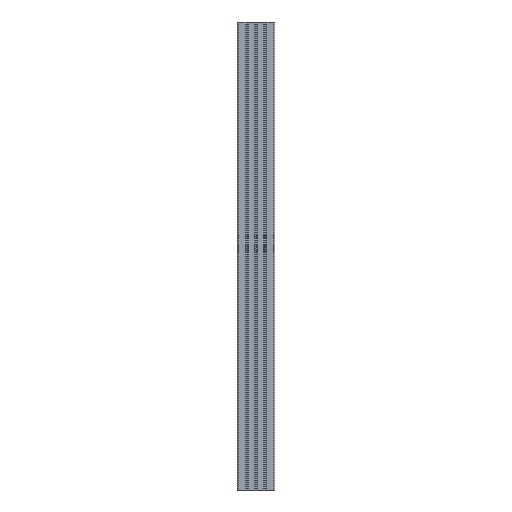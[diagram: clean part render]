
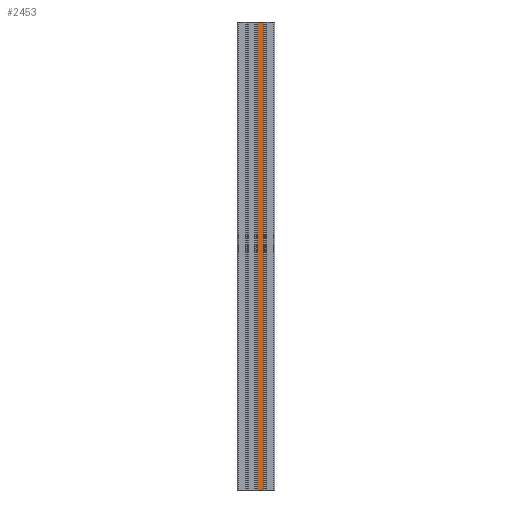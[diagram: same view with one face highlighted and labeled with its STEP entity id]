
A CAD part, front view. The second image highlights one B-rep face of the part: STEP entity #2453.
In plain terms, the highlighted planar face has unit normal (0, -1, 0).
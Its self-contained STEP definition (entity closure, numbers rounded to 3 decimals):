
#41=LINE($,#3717,#281);
#42=LINE($,#3720,#282);
#43=LINE($,#3722,#283);
#44=LINE($,#3723,#284);
#281=VECTOR($,#2955,1000.);
#282=VECTOR($,#2958,13.4);
#283=VECTOR($,#2959,13.4);
#284=VECTOR($,#2960,1000.);
#500=PLANE($,#2613);
#599=FACE_OUTER_BOUND($,#733,.T.);
#733=EDGE_LOOP($,(#1687,#1688,#1689,#1690));
#1031=VERTEX_POINT($,#3713);
#1032=VERTEX_POINT($,#3715);
#1033=VERTEX_POINT($,#3719);
#1034=VERTEX_POINT($,#3721);
#1299=EDGE_CURVE($,#1031,#1032,#41,.T.);
#1300=EDGE_CURVE($,#1033,#1031,#42,.T.);
#1301=EDGE_CURVE($,#1034,#1032,#43,.T.);
#1302=EDGE_CURVE($,#1033,#1034,#44,.T.);
#1687=ORIENTED_EDGE($,*,*,#1300,.T.);
#1688=ORIENTED_EDGE($,*,*,#1299,.T.);
#1689=ORIENTED_EDGE($,*,*,#1301,.F.);
#1690=ORIENTED_EDGE($,*,*,#1302,.F.);
#2453=ADVANCED_FACE($,(#599),#500,.T.);
#2613=AXIS2_PLACEMENT_3D($,#3718,#2956,#2957);
#2955=DIRECTION($,(0.,0.,1.));
#2956=DIRECTION('center_axis',(0.,-1.,0.));
#2957=DIRECTION('ref_axis',(1.,0.,0.));
#2958=DIRECTION($,(1.,0.,0.));
#2959=DIRECTION($,(1.,0.,0.));
#2960=DIRECTION($,(0.,0.,1.));
#3713=CARTESIAN_POINT('',(-6.6,0.,0.));
#3715=CARTESIAN_POINT('',(-6.6,0.,1000.));
#3717=CARTESIAN_POINT($,(-6.6,0.,0.));
#3718=CARTESIAN_POINT('Origin',(-20.,0.,
0.));
#3719=CARTESIAN_POINT('',(-20.,0.,0.));
#3720=CARTESIAN_POINT($,(-20.,0.,0.));
#3721=CARTESIAN_POINT('',(-20.,0.,1000.));
#3722=CARTESIAN_POINT($,(-20.,0.,1000.));
#3723=CARTESIAN_POINT($,(-20.,0.,0.));
